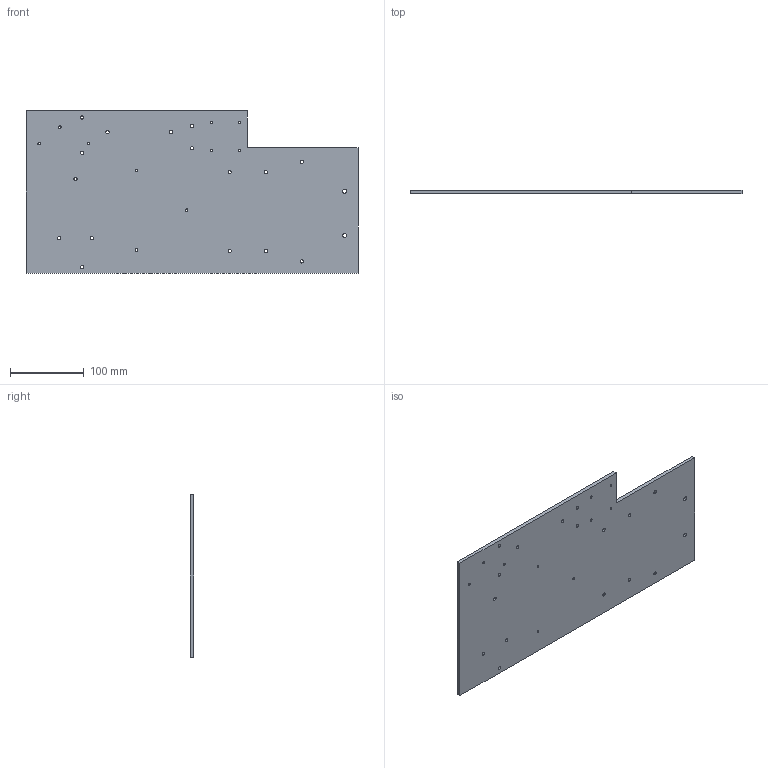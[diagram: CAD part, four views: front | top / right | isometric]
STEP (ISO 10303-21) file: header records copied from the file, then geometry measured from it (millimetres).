
FILE_DESCRIPTION (( 'STEP AP203' ), '1' );
FILE_NAME ('mounting-plate.STEP', '2022-11-09T10:43:56', ( '' ), ( '' ), 'SwSTEP 2.0', 'SolidWorks 2021', '' );
FILE_SCHEMA (( 'CONFIG_CONTROL_DESIGN' ));
Length unit declared in the file: millimetre
Products named in the file (1): mounting-plate
Bounding box: 450 x 5 x 220 mm (x, y, z)
Volume: 455536 mm3; surface area: 190746.9 mm2
Topology: 1 solids, 1 shells, 120 faces, 298 edges, 180 vertices
Faces by surface type: cone 56, cylinder 56, plane 8
Entity records: 3771 total; most frequent: DIRECTION 708, CARTESIAN_POINT 599, ORIENTED_EDGE 596, EDGE_CURVE 298, AXIS2_PLACEMENT_3D 289, VERTEX_POINT 180, EDGE_LOOP 176, CIRCLE 168
